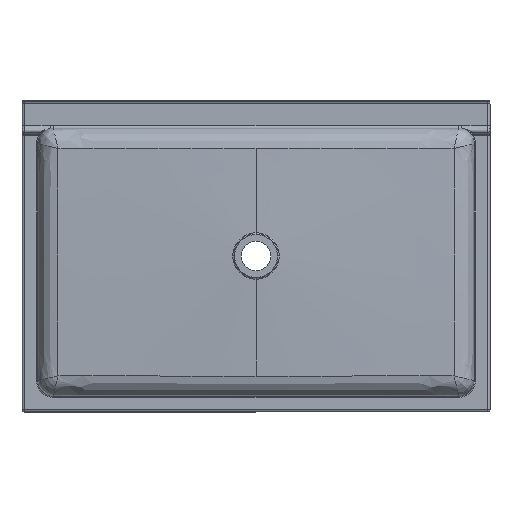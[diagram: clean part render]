
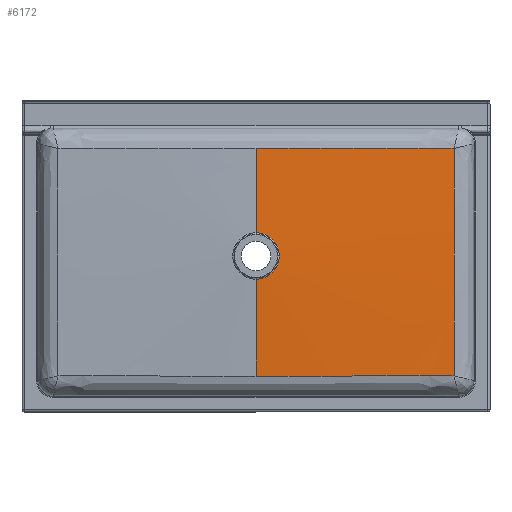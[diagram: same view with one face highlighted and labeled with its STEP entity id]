
A CAD part, front view. The second image highlights one B-rep face of the part: STEP entity #6172.
In plain terms, the highlighted conical face has half-angle 88 degrees and reference radius 59.674 mm.
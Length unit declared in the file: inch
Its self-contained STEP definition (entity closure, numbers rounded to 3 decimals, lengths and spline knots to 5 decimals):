
#32 = CARTESIAN_POINT ( 'NONE',  ( 3.38699, -3.7437, 11.07108 ) ) ;
#75 = CARTESIAN_POINT ( 'NONE',  ( 20.32391, -3.43481, -2.57028 ) ) ;
#84 = VERTEX_POINT ( 'NONE', #754 ) ;
#427 = AXIS2_PLACEMENT_3D ( 'NONE', #4956, #7399, #1951 ) ;
#576 = EDGE_CURVE ( 'NONE', #84, #5151, #2124, .T. ) ;
#629 = CARTESIAN_POINT ( 'NONE',  ( 8.4663, -3.66257, 11.05878 ) ) ;
#666 = CARTESIAN_POINT ( 'NONE',  ( 20.31615, -3.35296, -10.3449 ) ) ;
#707 = CARTESIAN_POINT ( 'NONE',  ( 16.92852, -3.41732, -12.29344 ) ) ;
#754 = CARTESIAN_POINT ( 'NONE',  ( 0., -4.06392, -2.37809 ) ) ;
#920 = CONICAL_SURFACE ( 'NONE', #427, 2.34936, 1.536 ) ;
#1005 = EDGE_CURVE ( 'NONE', #5305, #7044, #5795, .T. ) ;
#1024 = EDGE_CURVE ( 'NONE', #4951, #5305, #7228, .T. ) ;
#1029 = EDGE_CURVE ( 'NONE', #84, #5044, #6736, .T. ) ;
#1155 = DIRECTION ( 'NONE',  ( 0., 0.035, 0.999 ) ) ;
#1199 = ORIENTED_EDGE ( 'NONE', *, *, #576, .F. ) ;
#1217 = CARTESIAN_POINT ( 'NONE',  ( 16.92999, -3.44201, 11.04034 ) ) ;
#1294 = CARTESIAN_POINT ( 'NONE',  ( 8.46523, -3.62723, -12.31107 ) ) ;
#1296 = CARTESIAN_POINT ( 'NONE',  ( 0., -4.06492, -2.34936 ) ) ;
#1704 = EDGE_LOOP ( 'NONE', ( #1199, #3168, #6317, #2647, #7668, #7186 ) ) ;
#1881 = CARTESIAN_POINT ( 'NONE',  ( 3.38642, -3.70167, -12.32165 ) ) ;
#1882 = CARTESIAN_POINT ( 'NONE',  ( 20.31778, -3.37195, 9.09187 ) ) ;
#1951 = DIRECTION ( 'NONE',  ( 0., 0., 1. ) ) ;
#1997 = AXIS2_PLACEMENT_3D ( 'NONE', #6671, #3040, #5460 ) ;
#2124 = CIRCLE ( 'NONE', #1997, 2.37809 ) ;
#2444 = CARTESIAN_POINT ( 'NONE',  ( 1.69358, -3.75684, 11.07349 ) ) ;
#2477 = CARTESIAN_POINT ( 'NONE',  ( 0., -3.7166, -12.32416 ) ) ;
#2479 = CARTESIAN_POINT ( 'NONE',  ( 20.32434, -3.43898, 1.3173 ) ) ;
#2539 = FACE_OUTER_BOUND ( 'NONE', #1704, .T. ) ;
#2647 = ORIENTED_EDGE ( 'NONE', *, *, #1024, .T. ) ;
#2755 = VECTOR ( 'NONE', #3706, 39.37008 ) ;
#3032 = CARTESIAN_POINT ( 'NONE',  ( 6.77336, -3.69717, 11.06349 ) ) ;
#3040 = DIRECTION ( 'NONE',  ( 0., -1., 0. ) ) ;
#3075 = CARTESIAN_POINT ( 'NONE',  ( 20.31873, -3.38189, -8.40135 ) ) ;
#3109 = CARTESIAN_POINT ( 'NONE',  ( 18.62101, -3.36843, -12.29073 ) ) ;
#3168 = ORIENTED_EDGE ( 'NONE', *, *, #1029, .T. ) ;
#3261 = CARTESIAN_POINT ( 'NONE',  ( 0., -3.76025, 11.07416 ) ) ;
#3602 = CARTESIAN_POINT ( 'NONE',  ( 0., -4.06392, 2.37809 ) ) ;
#3627 = CARTESIAN_POINT ( 'NONE',  ( 13.54467, -3.5376, 11.0467 ) ) ;
#3704 = CARTESIAN_POINT ( 'NONE',  ( 11.85071, -3.55218, -12.30333 ) ) ;
#3706 = DIRECTION ( 'NONE',  ( 0., 0.035, -0.999 ) ) ;
#4081 = CARTESIAN_POINT ( 'NONE',  ( 0., -3.7166, -12.32416 ) ) ;
#4154 = LINE ( 'NONE', #6596, #7492 ) ;
#4221 = CARTESIAN_POINT ( 'NONE',  ( 20.31517, -3.33963, 11.0354 ) ) ;
#4289 = CARTESIAN_POINT ( 'NONE',  ( 4.23294, -3.69287, -12.32022 ) ) ;
#4291 = CARTESIAN_POINT ( 'NONE',  ( 20.31517, -3.33963, 11.0354 ) ) ;
#4330 = EDGE_CURVE ( 'NONE', #5151, #7044, #4154, .T. ) ;
#4522 = EDGE_CURVE ( 'NONE', #5044, #4951, #6196, .T. ) ;
#4856 = CARTESIAN_POINT ( 'NONE',  ( 0.84677, -3.76025, 11.07416 ) ) ;
#4891 = CARTESIAN_POINT ( 'NONE',  ( 0.84664, -3.7166, -12.32416 ) ) ;
#4894 = CARTESIAN_POINT ( 'NONE',  ( 20.32349, -3.43119, 3.26101 ) ) ;
#4951 = VERTEX_POINT ( 'NONE', #6838 ) ;
#4956 = CARTESIAN_POINT ( 'NONE',  ( 0., -4.06492, 0. ) ) ;
#5044 = VERTEX_POINT ( 'NONE', #4081 ) ;
#5151 = VERTEX_POINT ( 'NONE', #3602 ) ;
#5299 = CARTESIAN_POINT ( 'NONE',  ( 20.31517, -3.33963, 11.0354 ) ) ;
#5305 = VERTEX_POINT ( 'NONE', #5299 ) ;
#5449 = CARTESIAN_POINT ( 'NONE',  ( 4.23362, -3.73398, 11.06936 ) ) ;
#5460 = DIRECTION ( 'NONE',  ( 0., 0., -1. ) ) ;
#5498 = CARTESIAN_POINT ( 'NONE',  ( 20.32263, -3.42287, -4.51406 ) ) ;
#5533 = CARTESIAN_POINT ( 'NONE',  ( 20.31345, -3.31791, -12.28839 ) ) ;
#5795 = B_SPLINE_CURVE_WITH_KNOTS ( 'NONE', 3,
 ( #4221, #6662, #1217, #3627, #6057, #629, #3032, #5449, #32, #2444, #4856, #7294 ),
 .UNSPECIFIED., .F., .F.,
 ( 4, 2, 2, 2, 2, 4 ),
 ( 0., 0.12903, 0.25806, 0.38709, 0.4516, 0.51612 ),
 .UNSPECIFIED. ) ;
#6057 = CARTESIAN_POINT ( 'NONE',  ( 11.85196, -3.58278, 11.05043 ) ) ;
#6097 = CARTESIAN_POINT ( 'NONE',  ( 20.31345, -3.31791, -12.28839 ) ) ;
#6139 = CARTESIAN_POINT ( 'NONE',  ( 13.54338, -3.50918, -12.29972 ) ) ;
#6172 = ADVANCED_FACE ( 'NONE', ( #2539 ), #920, .T. ) ;
#6196 = B_SPLINE_CURVE_WITH_KNOTS ( 'NONE', 3,
 ( #2477, #4891, #7328, #1881, #4289, #6733, #1294, #3704, #6139, #707, #3109, #5533 ),
 .UNSPECIFIED., .F., .F.,
 ( 4, 2, 2, 2, 2, 4 ),
 ( 0.51606, 0.58056, 0.64507, 0.77407, 0.90307, 1.03208 ),
 .UNSPECIFIED. ) ;
#6317 = ORIENTED_EDGE ( 'NONE', *, *, #4522, .T. ) ;
#6596 = CARTESIAN_POINT ( 'NONE',  ( 0., -4.06492, 2.34936 ) ) ;
#6662 = CARTESIAN_POINT ( 'NONE',  ( 18.62259, -3.39153, 11.03768 ) ) ;
#6671 = CARTESIAN_POINT ( 'NONE',  ( 0., -4.06392, 0. ) ) ;
#6733 = CARTESIAN_POINT ( 'NONE',  ( 6.77241, -3.65923, -12.31524 ) ) ;
#6736 = LINE ( 'NONE', #1296, #2755 ) ;
#6838 = CARTESIAN_POINT ( 'NONE',  ( 20.31345, -3.31791, -12.28839 ) ) ;
#7044 = VERTEX_POINT ( 'NONE', #3261 ) ;
#7186 = ORIENTED_EDGE ( 'NONE', *, *, #4330, .F. ) ;
#7228 = B_SPLINE_CURVE_WITH_KNOTS ( 'NONE', 3,
 ( #6097, #666, #3075, #5498, #75, #2479, #4894, #7330, #1882, #4291 ),
 .UNSPECIFIED., .F., .F.,
 ( 4, 2, 2, 2, 4 ),
 ( 0., 0.14811, 0.29623, 0.44434, 0.59246 ),
 .UNSPECIFIED. ) ;
#7294 = CARTESIAN_POINT ( 'NONE',  ( 0., -3.76025, 11.07416 ) ) ;
#7328 = CARTESIAN_POINT ( 'NONE',  ( 1.69328, -3.71354, -12.32362 ) ) ;
#7330 = CARTESIAN_POINT ( 'NONE',  ( 20.32019, -3.39762, 7.1483 ) ) ;
#7399 = DIRECTION ( 'NONE',  ( 0., 1., 0. ) ) ;
#7492 = VECTOR ( 'NONE', #1155, 39.37008 ) ;
#7668 = ORIENTED_EDGE ( 'NONE', *, *, #1005, .T. ) ;
